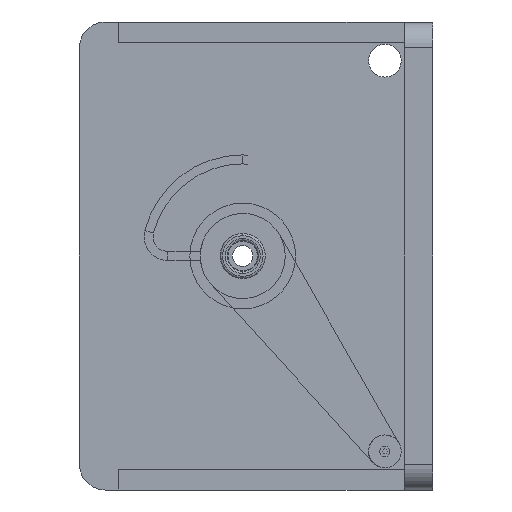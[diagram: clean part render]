
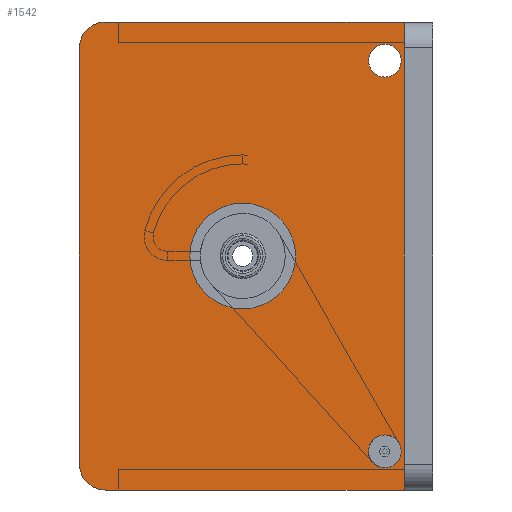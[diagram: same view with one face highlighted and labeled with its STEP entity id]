
A CAD part, left-side view. The second image highlights one B-rep face of the part: STEP entity #1542.
In plain terms, the highlighted planar face has unit normal (-1, 0, 0).
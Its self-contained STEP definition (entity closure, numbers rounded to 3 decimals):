
#477 = CIRCLE ( 'NONE', #7304, 1.27 ) ;
#770 = AXIS2_PLACEMENT_3D ( 'NONE', #2987, #4192, #4058 ) ;
#998 = ORIENTED_EDGE ( 'NONE', *, *, #12262, .T. ) ;
#1014 = CARTESIAN_POINT ( 'NONE',  ( -93.4, 25.4, -16.16 ) ) ;
#1209 = AXIS2_PLACEMENT_3D ( 'NONE', #2015, #9411, #8375 ) ;
#1359 = AXIS2_PLACEMENT_3D ( 'NONE', #4486, #10783, #11819 ) ;
#1447 = VERTEX_POINT ( 'NONE', #13406 ) ;
#1542 = ADVANCED_FACE ( 'NONE', ( #9978, #11631, #3132, #2452 ), #5921, .T. ) ;
#1664 = VECTOR ( 'NONE', #8075, 1000. ) ;
#1682 = EDGE_CURVE ( 'NONE', #13474, #5179, #9148, .T. ) ;
#1701 = CARTESIAN_POINT ( 'NONE',  ( -93.4, 14.73, 0. ) ) ;
#2015 = CARTESIAN_POINT ( 'NONE',  ( -93.4, 14.73, 0. ) ) ;
#2021 = AXIS2_PLACEMENT_3D ( 'NONE', #1014, #5464, #4340 ) ;
#2067 = EDGE_CURVE ( 'NONE', #9013, #7765, #11963, .T. ) ;
#2166 = CARTESIAN_POINT ( 'NONE',  ( -93.4, 3.7, 13.89 ) ) ;
#2168 = VERTEX_POINT ( 'NONE', #3383 ) ;
#2352 = ORIENTED_EDGE ( 'NONE', *, *, #1682, .T. ) ;
#2452 = FACE_BOUND ( 'NONE', #3381, .T. ) ;
#2511 = CARTESIAN_POINT ( 'NONE',  ( -93.4, 3.7, -16.43 ) ) ;
#2540 = DIRECTION ( 'NONE',  ( 0., 0., 1. ) ) ;
#2760 = DIRECTION ( 'NONE',  ( 0., 0., 1. ) ) ;
#2789 = DIRECTION ( 'NONE',  ( 0., 0., -1. ) ) ;
#2889 = VERTEX_POINT ( 'NONE', #2511 ) ;
#2987 = CARTESIAN_POINT ( 'NONE',  ( -93.4, 25.4, 16.16 ) ) ;
#3040 = CIRCLE ( 'NONE', #4493, 4.1 ) ;
#3048 = CARTESIAN_POINT ( 'NONE',  ( -93.4, 27.4, -18.16 ) ) ;
#3132 = FACE_BOUND ( 'NONE', #9313, .T. ) ;
#3201 = ORIENTED_EDGE ( 'NONE', *, *, #8750, .F. ) ;
#3233 = VECTOR ( 'NONE', #11661, 1000. ) ;
#3381 = EDGE_LOOP ( 'NONE', ( #998, #5410 ) ) ;
#3383 = CARTESIAN_POINT ( 'NONE',  ( -93.4, 3.7, -13.89 ) ) ;
#3973 = DIRECTION ( 'NONE',  ( -1., 0., 0. ) ) ;
#4058 = DIRECTION ( 'NONE',  ( 0., 0., 1. ) ) ;
#4192 = DIRECTION ( 'NONE',  ( -1., 0., 0. ) ) ;
#4340 = DIRECTION ( 'NONE',  ( 0., 0., 1. ) ) ;
#4486 = CARTESIAN_POINT ( 'NONE',  ( -93.4, 3.7, 15.16 ) ) ;
#4493 = AXIS2_PLACEMENT_3D ( 'NONE', #1701, #9189, #2789 ) ;
#4528 = EDGE_LOOP ( 'NONE', ( #5173, #2352, #10382, #8162, #9695, #6546 ) ) ;
#4653 = DIRECTION ( 'NONE',  ( -1., 0., 0. ) ) ;
#4657 = EDGE_CURVE ( 'NONE', #10915, #1447, #6380, .T. ) ;
#4684 = EDGE_LOOP ( 'NONE', ( #11660, #3201 ) ) ;
#4856 = CARTESIAN_POINT ( 'NONE',  ( -93.4, 14.73, 4.1 ) ) ;
#5065 = AXIS2_PLACEMENT_3D ( 'NONE', #6987, #3973, #2760 ) ;
#5169 = CARTESIAN_POINT ( 'NONE',  ( -93.4, 25.4, 18.16 ) ) ;
#5173 = ORIENTED_EDGE ( 'NONE', *, *, #10139, .F. ) ;
#5179 = VERTEX_POINT ( 'NONE', #13673 ) ;
#5410 = ORIENTED_EDGE ( 'NONE', *, *, #2067, .T. ) ;
#5464 = DIRECTION ( 'NONE',  ( -1., 0., 0. ) ) ;
#5701 = CARTESIAN_POINT ( 'NONE',  ( -93.4, 14.73, -4.1 ) ) ;
#5822 = EDGE_CURVE ( 'NONE', #6729, #1447, #12579, .T. ) ;
#5911 = VERTEX_POINT ( 'NONE', #7940 ) ;
#5921 = PLANE ( 'NONE',  #5065 ) ;
#5942 = LINE ( 'NONE', #13290, #13478 ) ;
#6380 = LINE ( 'NONE', #3048, #3233 ) ;
#6433 = EDGE_CURVE ( 'NONE', #5911, #10915, #8202, .T. ) ;
#6546 = ORIENTED_EDGE ( 'NONE', *, *, #5822, .F. ) ;
#6727 = CARTESIAN_POINT ( 'NONE',  ( -93.4, 3.7, -15.16 ) ) ;
#6729 = VERTEX_POINT ( 'NONE', #11140 ) ;
#6816 = CIRCLE ( 'NONE', #7499, 1.27 ) ;
#6987 = CARTESIAN_POINT ( 'NONE',  ( -93.4, 27.4, 0. ) ) ;
#7235 = EDGE_CURVE ( 'NONE', #2168, #2889, #13372, .T. ) ;
#7304 = AXIS2_PLACEMENT_3D ( 'NONE', #7819, #4653, #12122 ) ;
#7499 = AXIS2_PLACEMENT_3D ( 'NONE', #6727, #13283, #2540 ) ;
#7513 = CARTESIAN_POINT ( 'NONE',  ( -93.4, 3.7, -15.16 ) ) ;
#7662 = CARTESIAN_POINT ( 'NONE',  ( -93.4, 2.2, 0. ) ) ;
#7765 = VERTEX_POINT ( 'NONE', #4856 ) ;
#7819 = CARTESIAN_POINT ( 'NONE',  ( -93.4, 3.7, 15.16 ) ) ;
#7862 = DIRECTION ( 'NONE',  ( 0., -1., 0. ) ) ;
#7940 = CARTESIAN_POINT ( 'NONE',  ( -93.4, 27.4, -16.16 ) ) ;
#8074 = ORIENTED_EDGE ( 'NONE', *, *, #8416, .F. ) ;
#8075 = DIRECTION ( 'NONE',  ( 0., 0., -1. ) ) ;
#8162 = ORIENTED_EDGE ( 'NONE', *, *, #6433, .T. ) ;
#8202 = CIRCLE ( 'NONE', #2021, 2. ) ;
#8211 = VECTOR ( 'NONE', #10242, 1000. ) ;
#8375 = DIRECTION ( 'NONE',  ( 0., 0., -1. ) ) ;
#8416 = EDGE_CURVE ( 'NONE', #2889, #2168, #6816, .T. ) ;
#8645 = DIRECTION ( 'NONE',  ( 0., 0., 1. ) ) ;
#8750 = EDGE_CURVE ( 'NONE', #13612, #9178, #477, .T. ) ;
#8785 = CARTESIAN_POINT ( 'NONE',  ( -93.4, 27.4, 0. ) ) ;
#8870 = LINE ( 'NONE', #8785, #1664 ) ;
#9013 = VERTEX_POINT ( 'NONE', #5701 ) ;
#9148 = CIRCLE ( 'NONE', #770, 2. ) ;
#9178 = VERTEX_POINT ( 'NONE', #12619 ) ;
#9189 = DIRECTION ( 'NONE',  ( 1., 0., 0. ) ) ;
#9313 = EDGE_LOOP ( 'NONE', ( #10557, #8074 ) ) ;
#9411 = DIRECTION ( 'NONE',  ( 1., 0., 0. ) ) ;
#9539 = CIRCLE ( 'NONE', #1359, 1.27 ) ;
#9695 = ORIENTED_EDGE ( 'NONE', *, *, #4657, .T. ) ;
#9729 = DIRECTION ( 'NONE',  ( -1., 0., 0. ) ) ;
#9803 = CARTESIAN_POINT ( 'NONE',  ( -93.4, 25.4, -18.16 ) ) ;
#9978 = FACE_OUTER_BOUND ( 'NONE', #4528, .T. ) ;
#10139 = EDGE_CURVE ( 'NONE', #13474, #6729, #5942, .T. ) ;
#10242 = DIRECTION ( 'NONE',  ( 0., 0., -1. ) ) ;
#10382 = ORIENTED_EDGE ( 'NONE', *, *, #12521, .T. ) ;
#10557 = ORIENTED_EDGE ( 'NONE', *, *, #7235, .F. ) ;
#10783 = DIRECTION ( 'NONE',  ( -1., 0., 0. ) ) ;
#10915 = VERTEX_POINT ( 'NONE', #9803 ) ;
#11140 = CARTESIAN_POINT ( 'NONE',  ( -93.4, 2.2, 18.16 ) ) ;
#11631 = FACE_BOUND ( 'NONE', #4684, .T. ) ;
#11660 = ORIENTED_EDGE ( 'NONE', *, *, #12436, .F. ) ;
#11661 = DIRECTION ( 'NONE',  ( 0., -1., 0. ) ) ;
#11819 = DIRECTION ( 'NONE',  ( 0., 0., 1. ) ) ;
#11963 = CIRCLE ( 'NONE', #1209, 4.1 ) ;
#12122 = DIRECTION ( 'NONE',  ( 0., 0., 1. ) ) ;
#12262 = EDGE_CURVE ( 'NONE', #7765, #9013, #3040, .T. ) ;
#12436 = EDGE_CURVE ( 'NONE', #9178, #13612, #9539, .T. ) ;
#12521 = EDGE_CURVE ( 'NONE', #5179, #5911, #8870, .T. ) ;
#12579 = LINE ( 'NONE', #7662, #8211 ) ;
#12619 = CARTESIAN_POINT ( 'NONE',  ( -93.4, 3.7, 16.43 ) ) ;
#12874 = AXIS2_PLACEMENT_3D ( 'NONE', #7513, #9729, #8645 ) ;
#13283 = DIRECTION ( 'NONE',  ( -1., 0., 0. ) ) ;
#13290 = CARTESIAN_POINT ( 'NONE',  ( -93.4, 27.4, 18.16 ) ) ;
#13372 = CIRCLE ( 'NONE', #12874, 1.27 ) ;
#13406 = CARTESIAN_POINT ( 'NONE',  ( -93.4, 2.2, -18.16 ) ) ;
#13474 = VERTEX_POINT ( 'NONE', #5169 ) ;
#13478 = VECTOR ( 'NONE', #7862, 1000. ) ;
#13612 = VERTEX_POINT ( 'NONE', #2166 ) ;
#13673 = CARTESIAN_POINT ( 'NONE',  ( -93.4, 27.4, 16.16 ) ) ;
